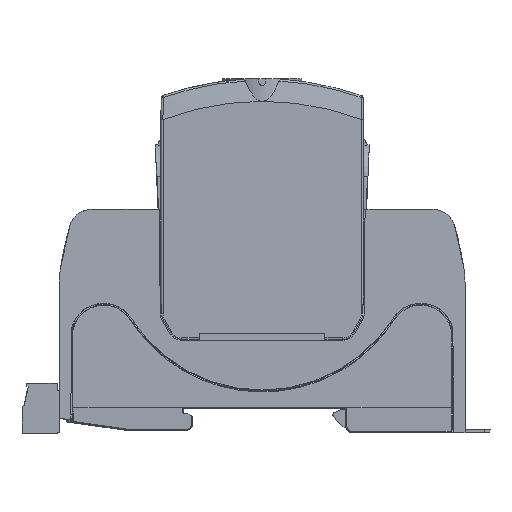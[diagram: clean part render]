
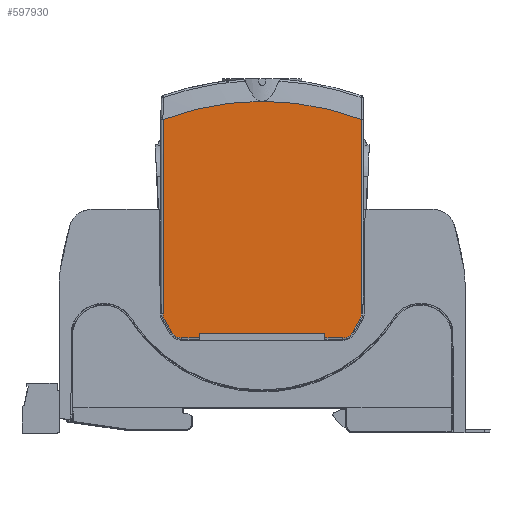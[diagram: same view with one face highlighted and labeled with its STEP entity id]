
A CAD part, top view. The second image highlights one B-rep face of the part: STEP entity #597930.
In plain terms, the highlighted face is planar.
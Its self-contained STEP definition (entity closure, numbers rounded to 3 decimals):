
#31340=CARTESIAN_POINT('',(23.75,-7.302,-35.));
#31350=VERTEX_POINT('',#31340);
#67370=CARTESIAN_POINT('',(1.75,39.894,
-35.));
#67380=VERTEX_POINT('',#67370);
#67430=CARTESIAN_POINT('',(4.25,39.894,
-35.));
#67440=DIRECTION('',(0.,0.,1.));
#67450=DIRECTION('',(1.,0.,0.));
#67460=AXIS2_PLACEMENT_3D('',#67430,#67440,#67450);
#67470=CIRCLE('',#67460,2.5);
#67480=CARTESIAN_POINT('',(2.085,41.144,
-35.));
#67490=VERTEX_POINT('',#67480);
#67500=EDGE_CURVE('',#67490,#67380,#67470,.T.);
#103900=CARTESIAN_POINT('',(45.415,41.144,
-35.));
#103910=VERTEX_POINT('',#103900);
#104090=CARTESIAN_POINT('',(43.796,43.948,
-35.));
#104100=VERTEX_POINT('',#104090);
#104130=CARTESIAN_POINT('',(69.169,0.,-35.));
#104140=DIRECTION('',(0.5,-0.866,0.));
#104150=VECTOR('',#104140,1.);
#104160=LINE('',#104130,#104150);
#104170=EDGE_CURVE('',#104100,#103910,#104160,.T.);
#189680=CARTESIAN_POINT('',(3.704,43.948,
-35.));
#189690=VERTEX_POINT('',#189680);
#189720=CARTESIAN_POINT('',(5.869,42.698,
-35.));
#189730=DIRECTION('',(0.,0.,-1.));
#189740=DIRECTION('',(-1.,0.,0.));
#189750=AXIS2_PLACEMENT_3D('',#189720,#189730,#189740);
#189760=CIRCLE('',#189750,2.5);
#189770=CARTESIAN_POINT('',(5.869,45.198,
-35.));
#189780=VERTEX_POINT('',#189770);
#189790=EDGE_CURVE('',#189690,#189780,#189760,.T.);
#205650=CARTESIAN_POINT('',(37.65,44.198,-35.));
#205660=VERTEX_POINT('',#205650);
#205690=CARTESIAN_POINT('',(37.65,0.,-35.));
#205700=DIRECTION('',(0.,1.,0.));
#205710=VECTOR('',#205700,1.);
#205720=LINE('',#205690,#205710);
#205730=CARTESIAN_POINT('',(37.65,45.198,-35.));
#205740=VERTEX_POINT('',#205730);
#205750=EDGE_CURVE('',#205660,#205740,#205720,.T.);
#275680=CARTESIAN_POINT('',(41.631,45.198,
-35.));
#275690=VERTEX_POINT('',#275680);
#275740=CARTESIAN_POINT('',(0.,45.198,-35.));
#275750=DIRECTION('',(-1.,0.,0.));
#275760=VECTOR('',#275750,1.);
#275770=LINE('',#275740,#275760);
#275780=EDGE_CURVE('',#275690,#205740,#275770,.T.);
#302910=CARTESIAN_POINT('',(9.85,44.198,
-35.));
#302920=VERTEX_POINT('',#302910);
#302950=CARTESIAN_POINT('',(0.,44.198,-35.));
#302960=DIRECTION('',(1.,0.,0.));
#302970=VECTOR('',#302960,1.);
#302980=LINE('',#302950,#302970);
#302990=EDGE_CURVE('',#302920,#205660,#302980,.T.);
#332220=CARTESIAN_POINT('',(43.25,39.894,
-35.));
#332230=DIRECTION('',(0.,0.,-1.));
#332240=DIRECTION('',(-1.,0.,0.));
#332250=AXIS2_PLACEMENT_3D('',#332220,#332230,#332240);
#332260=CIRCLE('',#332250,2.5);
#332270=CARTESIAN_POINT('',(45.75,39.894,
-35.));
#332280=VERTEX_POINT('',#332270);
#332290=EDGE_CURVE('',#103910,#332280,#332260,.T.);
#354490=CARTESIAN_POINT('',(45.75,-3.253,
-35.));
#354500=VERTEX_POINT('',#354490);
#354530=CARTESIAN_POINT('',(23.75,54.479,-35.));
#354540=DIRECTION('',(0.,0.,1.));
#354550=DIRECTION('',(1.,0.,0.));
#354560=AXIS2_PLACEMENT_3D('',#354530,#354540,#354550);
#354570=CIRCLE('',#354560,61.781);
#354580=EDGE_CURVE('',#31350,#354500,#354570,.T.);
#358560=CARTESIAN_POINT('',(1.75,-3.253,
-35.));
#358570=VERTEX_POINT('',#358560);
#358600=CARTESIAN_POINT('',(1.75,0.,-35.));
#358610=DIRECTION('',(0.,1.,0.));
#358620=VECTOR('',#358610,1.);
#358630=LINE('',#358600,#358620);
#358640=EDGE_CURVE('',#358570,#67380,#358630,.T.);
#423510=CARTESIAN_POINT('',(45.75,0.,-35.));
#423520=DIRECTION('',(0.,-1.,0.));
#423530=VECTOR('',#423520,1.);
#423540=LINE('',#423510,#423530);
#423550=EDGE_CURVE('',#332280,#354500,#423540,.T.);
#580820=CARTESIAN_POINT('',(41.631,42.698,
-35.));
#580830=DIRECTION('',(0.,0.,1.));
#580840=DIRECTION('',(1.,0.,0.));
#580850=AXIS2_PLACEMENT_3D('',#580820,#580830,#580840);
#580860=CIRCLE('',#580850,2.5);
#580870=EDGE_CURVE('',#104100,#275690,#580860,.T.);
#597480=CARTESIAN_POINT('',(23.75,1.449,-35.));
#597490=DIRECTION('',(-0.,0.,1.));
#597500=DIRECTION('',(0.,-1.,0.));
#597510=AXIS2_PLACEMENT_3D('',#597480,#597490,#597500);
#597520=PLANE('',#597510);
#597530=ORIENTED_EDGE('',*,*,#67500,.F.);
#597540=ORIENTED_EDGE('',*,*,#358640,.T.);
#597550=CARTESIAN_POINT('',(23.75,54.479,-35.));
#597560=DIRECTION('',(0.,0.,1.));
#597570=DIRECTION('',(1.,0.,0.));
#597580=AXIS2_PLACEMENT_3D('',#597550,#597560,#597570);
#597590=CIRCLE('',#597580,61.781);
#597600=EDGE_CURVE('',#358570,#31350,#597590,.T.);
#597610=ORIENTED_EDGE('',*,*,#597600,.F.);
#597620=ORIENTED_EDGE('',*,*,#354580,.F.);
#597630=ORIENTED_EDGE('',*,*,#423550,.T.);
#597640=ORIENTED_EDGE('',*,*,#332290,.T.);
#597650=ORIENTED_EDGE('',*,*,#104170,.T.);
#597660=ORIENTED_EDGE('',*,*,#580870,.F.);
#597670=ORIENTED_EDGE('',*,*,#275780,.F.);
#597680=ORIENTED_EDGE('',*,*,#205750,.T.);
#597690=ORIENTED_EDGE('',*,*,#302990,.T.);
#597700=CARTESIAN_POINT('',(9.85,0.,-35.));
#597710=DIRECTION('',(0.,-1.,0.));
#597720=VECTOR('',#597710,1.);
#597730=LINE('',#597700,#597720);
#597740=CARTESIAN_POINT('',(9.85,45.198,
-35.));
#597750=VERTEX_POINT('',#597740);
#597760=EDGE_CURVE('',#597750,#302920,#597730,.T.);
#597770=ORIENTED_EDGE('',*,*,#597760,.T.);
#597780=CARTESIAN_POINT('',(0.,45.198,-35.));
#597790=DIRECTION('',(-1.,0.,0.));
#597800=VECTOR('',#597790,1.);
#597810=LINE('',#597780,#597800);
#597820=EDGE_CURVE('',#597750,#189780,#597810,.T.);
#597830=ORIENTED_EDGE('',*,*,#597820,.F.);
#597840=ORIENTED_EDGE('',*,*,#189790,.T.);
#597850=CARTESIAN_POINT('',(-21.669,0.,-35.));
#597860=DIRECTION('',(-0.5,-0.866,0.));
#597870=VECTOR('',#597860,1.);
#597880=LINE('',#597850,#597870);
#597890=EDGE_CURVE('',#189690,#67490,#597880,.T.);
#597900=ORIENTED_EDGE('',*,*,#597890,.F.);
#597910=EDGE_LOOP('',(#597900,#597840,#597830,#597770,#597690,#597680,
#597670,#597660,#597650,#597640,#597630,#597620,#597610,#597540,#597530)
);
#597920=FACE_OUTER_BOUND('',#597910,.T.);
#597930=ADVANCED_FACE('',(#597920),#597520,.F.);
